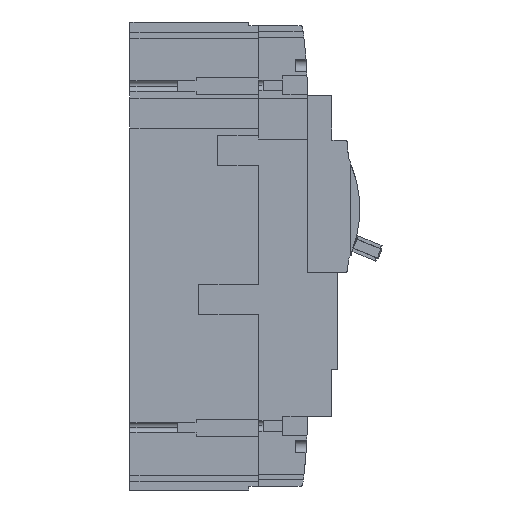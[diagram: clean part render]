
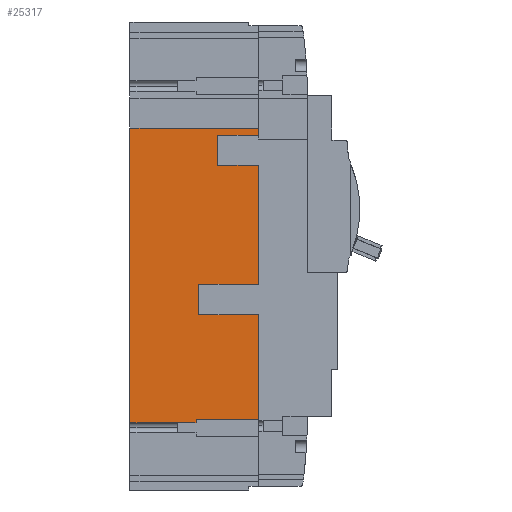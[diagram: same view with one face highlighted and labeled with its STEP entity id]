
A CAD part, left-side view. The second image highlights one B-rep face of the part: STEP entity #25317.
In plain terms, the highlighted planar face has unit normal (-1, 0, 0).
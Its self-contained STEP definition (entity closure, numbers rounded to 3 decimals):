
#14641=EDGE_CURVE('',#29791,#28019,#40289,.T.);
#16065=EDGE_CURVE('',#22311,#23703,#41850,.T.);
#16189=VERTEX_POINT('',#41987);
#16307=VERTEX_POINT('',#42113);
#16463=EDGE_CURVE('',#27561,#22311,#42282,.T.);
#18401=EDGE_CURVE('',#19971,#28399,#44417,.T.);
#18813=EDGE_CURVE('',#37615,#28599,#44862,.T.);
#19289=VERTEX_POINT('',#45378);
#19921=VERTEX_POINT('',#46073);
#19971=VERTEX_POINT('',#46129);
#21091=VERTEX_POINT('',#47384);
#21291=VERTEX_POINT('',#47602);
#21549=EDGE_CURVE('',#26699,#23703,#47885,.T.);
#21809=EDGE_CURVE('',#27725,#23829,#48167,.T.);
#22311=VERTEX_POINT('',#48719);
#23289=EDGE_CURVE('',#21291,#16189,#49781,.T.);
#23703=VERTEX_POINT('',#50226);
#23829=VERTEX_POINT('',#50365);
#24243=EDGE_CURVE('',#28399,#19921,#50816,.T.);
#24983=EDGE_CURVE('',#16307,#21091,#51623,.T.);
#25317=ADVANCED_FACE('',(#51993),#51994,.F.);
#25895=EDGE_CURVE('',#28599,#16189,#52616,.T.);
#26239=EDGE_CURVE('',#28019,#27561,#52991,.T.);
#26699=VERTEX_POINT('',#53508);
#27375=EDGE_CURVE('',#19289,#28733,#54245,.T.);
#27419=EDGE_CURVE('',#27443,#23829,#54294,.T.);
#27443=VERTEX_POINT('',#54321);
#27561=VERTEX_POINT('',#54469);
#27725=VERTEX_POINT('',#54650);
#28019=VERTEX_POINT('',#54972);
#28399=VERTEX_POINT('',#55383);
#28599=VERTEX_POINT('',#55608);
#28733=VERTEX_POINT('',#55756);
#29409=EDGE_CURVE('',#16307,#26699,#56497,.T.);
#29439=EDGE_CURVE('',#19921,#27443,#56529,.T.);
#29467=EDGE_CURVE('',#29791,#28733,#56560,.T.);
#29791=VERTEX_POINT('',#56916);
#31775=EDGE_CURVE('',#21091,#37615,#59097,.T.);
#36703=EDGE_CURVE('',#27725,#21291,#64506,.T.);
#37615=VERTEX_POINT('',#65501);
#38041=EDGE_CURVE('',#19289,#19971,#65978,.T.);
#40289=LINE('',#69168,#69169);
#41850=LINE('',#71423,#71424);
#41987=CARTESIAN_POINT('',(-114.95,-36.5,-31.));
#42113=CARTESIAN_POINT('',(-114.95,-68.0,47.992));
#42282=LINE('',#72055,#72056);
#44417=LINE('',#75064,#75065);
#44862=LINE('',#75723,#75724);
#45378=CARTESIAN_POINT('',(-114.95,0.,-88.254));
#46073=CARTESIAN_POINT('',(-114.95,-35.0,-88.253));
#46129=CARTESIAN_POINT('',(-114.95,-25.0,-88.254));
#47384=CARTESIAN_POINT('',(-114.95,-68.0,-15.));
#47602=CARTESIAN_POINT('',(-114.95,-36.5,-31.008));
#47885=LINE('',#80057,#80058);
#48167=LINE('',#80454,#80455);
#48719=CARTESIAN_POINT('',(-114.95,-46.5,48.));
#49781=LINE('',#82799,#82800);
#50226=CARTESIAN_POINT('',(-114.95,-46.5,48.));
#50365=CARTESIAN_POINT('',(-114.95,-68.0,-86.503));
#50816=LINE('',#84285,#84286);
#51623=LINE('',#85455,#85456);
#51993=FACE_OUTER_BOUND('',#85992,.T.);
#51994=PLANE('',#85993);
#52616=LINE('',#86918,#86919);
#52991=LINE('',#87445,#87446);
#53508=CARTESIAN_POINT('',(-114.95,-46.5,47.992));
#54245=LINE('',#89216,#89217);
#54294=LINE('',#89285,#89286);
#54321=CARTESIAN_POINT('',(-114.95,-35.0,-86.503));
#54469=CARTESIAN_POINT('',(-114.95,-46.5,64.));
#54650=CARTESIAN_POINT('',(-114.95,-68.0,-31.008));
#54972=CARTESIAN_POINT('',(-114.95,-68.0,64.));
#55383=CARTESIAN_POINT('',(-114.95,-25.0,-88.253));
#55608=CARTESIAN_POINT('',(-114.95,-36.5,-31.));
#55756=CARTESIAN_POINT('',(-114.95,0.0,67.821));
#56497=LINE('',#92533,#92534);
#56529=LINE('',#92599,#92600);
#56560=LINE('',#92640,#92641);
#56916=CARTESIAN_POINT('',(-114.95,-68.0,67.821));
#59097=LINE('',#96320,#96321);
#64506=LINE('',#104244,#104245);
#65501=CARTESIAN_POINT('',(-114.95,-36.5,-15.));
#65978=LINE('',#106425,#106426);
#69168=CARTESIAN_POINT('',(-114.95,-68.0,121.901));
#69169=VECTOR('',#108719,1.0);
#71423=CARTESIAN_POINT('',(-114.95,-46.5,48.));
#71424=VECTOR('',#110345,1.0);
#72055=CARTESIAN_POINT('',(-114.95,-46.5,64.));
#72056=VECTOR('',#110750,1.0);
#75064=CARTESIAN_POINT('',(-114.95,-25.0,-44.852));
#75065=VECTOR('',#112988,1.0);
#75723=CARTESIAN_POINT('',(-114.95,-36.5,-15.));
#75724=VECTOR('',#113439,1.0);
#80057=CARTESIAN_POINT('',(-114.95,-46.5,24.646));
#80058=VECTOR('',#116790,1.0);
#80454=CARTESIAN_POINT('',(-114.95,-68.0,-31.));
#80455=VECTOR('',#117046,1.0);
#82799=CARTESIAN_POINT('',(-114.95,-36.5,-14.854));
#82800=VECTOR('',#118699,1.0);
#84285=CARTESIAN_POINT('',(-114.95,-35.368,-88.253));
#84286=VECTOR('',#119739,1.0);
#85455=CARTESIAN_POINT('',(-114.95,-68.0,48.));
#85456=VECTOR('',#120577,1.0);
#85992=EDGE_LOOP('',(#120984,#120985,#120986,#120987,#120988,#120989,#120990,#120991,#120992,#120993,#120994,#120995,#120996,#120997,#120998,#120999,#121000,#121001,#121002,#121003));
#85993=AXIS2_PLACEMENT_3D('',#121004,#121005,#121006);
#86918=CARTESIAN_POINT('',(-114.95,-36.5,-31.));
#86919=VECTOR('',#121604,1.0);
#87445=CARTESIAN_POINT('',(-114.95,-68.0,64.));
#87446=VECTOR('',#121976,1.0);
#89216=CARTESIAN_POINT('',(-114.95,0.0,-124.));
#89217=VECTOR('',#123382,1.0);
#89285=CARTESIAN_POINT('',(-114.95,-51.893,-86.503));
#89286=VECTOR('',#123442,1.0);
#92533=CARTESIAN_POINT('',(-114.95,-51.868,47.992));
#92534=VECTOR('',#126053,1.0);
#92599=CARTESIAN_POINT('',(-114.95,-35.0,-44.852));
#92600=VECTOR('',#126096,1.0);
#92640=CARTESIAN_POINT('',(-114.95,-14.345,67.821));
#92641=VECTOR('',#126129,1.0);
#96320=CARTESIAN_POINT('',(-114.95,-68.0,-15.));
#96321=VECTOR('',#128861,1.0);
#104244=CARTESIAN_POINT('',(-114.95,-51.868,-31.008));
#104245=VECTOR('',#134544,1.0);
#106425=CARTESIAN_POINT('',(-114.95,-12.5,-88.254));
#106426=VECTOR('',#136136,1.0);
#108719=DIRECTION('',(0.0,0.0,-1.0));
#110345=DIRECTION('',(0.0,-1.0,0.0));
#110750=DIRECTION('',(0.0,0.0,-1.0));
#112988=DIRECTION('',(0.0,0.0,1.0));
#113439=DIRECTION('',(0.0,0.0,-1.0));
#116790=DIRECTION('',(-0.0,0.,1.0));
#117046=DIRECTION('',(0.0,0.0,-1.0));
#118699=DIRECTION('',(0.0,0.0,1.0));
#119739=DIRECTION('',(0.0,-1.0,0.0));
#120577=DIRECTION('',(0.0,0.0,-1.0));
#120984=ORIENTED_EDGE('',*,*,#23289,.T.);
#120985=ORIENTED_EDGE('',*,*,#25895,.F.);
#120986=ORIENTED_EDGE('',*,*,#18813,.F.);
#120987=ORIENTED_EDGE('',*,*,#31775,.F.);
#120988=ORIENTED_EDGE('',*,*,#24983,.F.);
#120989=ORIENTED_EDGE('',*,*,#29409,.T.);
#120990=ORIENTED_EDGE('',*,*,#21549,.T.);
#120991=ORIENTED_EDGE('',*,*,#16065,.F.);
#120992=ORIENTED_EDGE('',*,*,#16463,.F.);
#120993=ORIENTED_EDGE('',*,*,#26239,.F.);
#120994=ORIENTED_EDGE('',*,*,#14641,.F.);
#120995=ORIENTED_EDGE('',*,*,#29467,.T.);
#120996=ORIENTED_EDGE('',*,*,#27375,.F.);
#120997=ORIENTED_EDGE('',*,*,#38041,.T.);
#120998=ORIENTED_EDGE('',*,*,#18401,.T.);
#120999=ORIENTED_EDGE('',*,*,#24243,.T.);
#121000=ORIENTED_EDGE('',*,*,#29439,.T.);
#121001=ORIENTED_EDGE('',*,*,#27419,.T.);
#121002=ORIENTED_EDGE('',*,*,#21809,.F.);
#121003=ORIENTED_EDGE('',*,*,#36703,.T.);
#121004=CARTESIAN_POINT('',(-114.95,-35.735,1.299));
#121005=DIRECTION('',(1.0,0.0,0.0));
#121006=DIRECTION('',(0.0,1.0,0.0));
#121604=DIRECTION('',(0.0,-1.0,0.0));
#121976=DIRECTION('',(0.0,1.0,0.0));
#123382=DIRECTION('',(0.0,0.0,1.0));
#123442=DIRECTION('',(0.0,-1.0,0.0));
#126053=DIRECTION('',(0.0,1.0,0.0));
#126096=DIRECTION('',(0.0,0.0,1.0));
#126129=DIRECTION('',(-0.0,1.0,0.0));
#128861=DIRECTION('',(0.0,1.0,0.0));
#134544=DIRECTION('',(0.0,1.0,0.0));
#136136=DIRECTION('',(-0.0,-1.0,-0.0));
